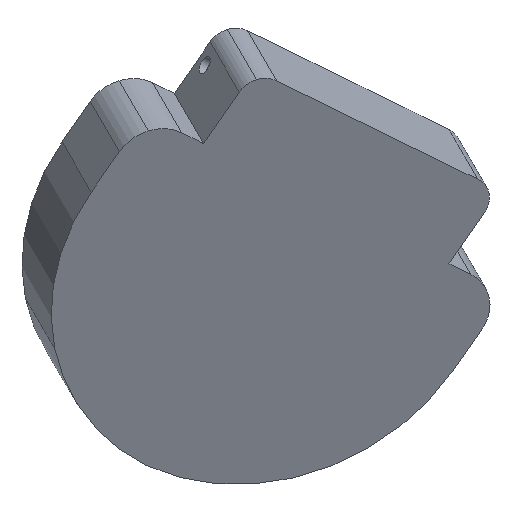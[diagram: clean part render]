
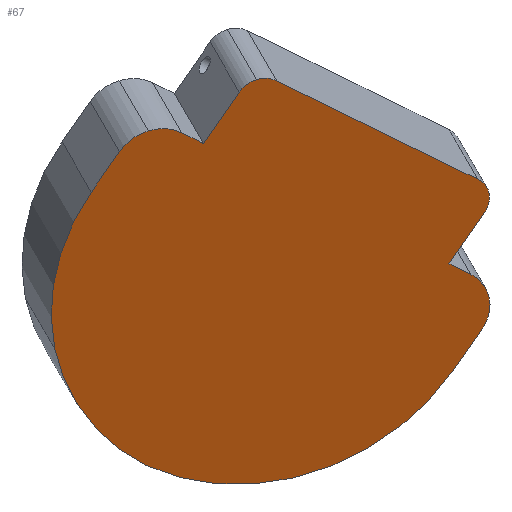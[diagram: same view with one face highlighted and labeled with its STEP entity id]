
A CAD part, left-side view. The second image highlights one B-rep face of the part: STEP entity #67.
In plain terms, the highlighted planar face has unit normal (-0.836, -0.276, -0.474).
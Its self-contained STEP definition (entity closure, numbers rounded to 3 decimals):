
#67=ADVANCED_FACE('',(#109),#110,.F.);
#109=FACE_OUTER_BOUND('',#157,.T.);
#110=PLANE('',#158);
#157=EDGE_LOOP('',(#286,#287,#288,#289,#290,#291,#292,#293,#294,#295,#296,#297,#298,#299,#300,#301,#302,#303));
#158=AXIS2_PLACEMENT_3D('',#304,#305,#306);
#286=ORIENTED_EDGE('',*,*,#413,.F.);
#287=ORIENTED_EDGE('',*,*,#415,.T.);
#288=ORIENTED_EDGE('',*,*,#365,.F.);
#289=ORIENTED_EDGE('',*,*,#416,.F.);
#290=ORIENTED_EDGE('',*,*,#408,.F.);
#291=ORIENTED_EDGE('',*,*,#399,.T.);
#292=ORIENTED_EDGE('',*,*,#377,.F.);
#293=ORIENTED_EDGE('',*,*,#404,.F.);
#294=ORIENTED_EDGE('',*,*,#391,.F.);
#295=ORIENTED_EDGE('',*,*,#392,.F.);
#296=ORIENTED_EDGE('',*,*,#387,.F.);
#297=ORIENTED_EDGE('',*,*,#396,.F.);
#298=ORIENTED_EDGE('',*,*,#407,.F.);
#299=ORIENTED_EDGE('',*,*,#417,.F.);
#300=ORIENTED_EDGE('',*,*,#371,.F.);
#301=ORIENTED_EDGE('',*,*,#418,.F.);
#302=ORIENTED_EDGE('',*,*,#373,.F.);
#303=ORIENTED_EDGE('',*,*,#419,.F.);
#304=CARTESIAN_POINT('',(23.687,79.89,80.818));
#305=DIRECTION('',(0.836,0.276,0.474));
#306=DIRECTION('',(0.267,0.55,-0.792));
#365=EDGE_CURVE('',#425,#428,#429,.T.);
#371=EDGE_CURVE('',#438,#434,#440,.T.);
#373=EDGE_CURVE('',#441,#444,#445,.T.);
#377=EDGE_CURVE('',#449,#452,#453,.T.);
#387=EDGE_CURVE('',#470,#466,#472,.T.);
#391=EDGE_CURVE('',#478,#474,#480,.T.);
#392=EDGE_CURVE('',#466,#478,#481,.T.);
#396=EDGE_CURVE('',#485,#470,#487,.T.);
#399=EDGE_CURVE('',#491,#452,#492,.F.);
#404=EDGE_CURVE('',#474,#449,#498,.T.);
#407=EDGE_CURVE('',#501,#485,#503,.T.);
#408=EDGE_CURVE('',#491,#504,#505,.T.);
#413=EDGE_CURVE('',#512,#514,#515,.T.);
#415=EDGE_CURVE('',#512,#428,#517,.F.);
#416=EDGE_CURVE('',#504,#425,#518,.T.);
#417=EDGE_CURVE('',#434,#501,#519,.T.);
#418=EDGE_CURVE('',#444,#438,#520,.T.);
#419=EDGE_CURVE('',#514,#441,#521,.T.);
#425=VERTEX_POINT('',#527);
#428=VERTEX_POINT('',#531);
#429=CIRCLE('',#532,5.0);
#434=VERTEX_POINT('',#538);
#438=VERTEX_POINT('',#543);
#440=CIRCLE('',#546,5.0);
#441=VERTEX_POINT('',#547);
#444=VERTEX_POINT('',#551);
#445=CIRCLE('',#552,25.0);
#449=VERTEX_POINT('',#557);
#452=VERTEX_POINT('',#561);
#453=CIRCLE('',#562,3.0);
#466=VERTEX_POINT('',#578);
#470=VERTEX_POINT('',#583);
#472=CIRCLE('',#586,3.0);
#474=VERTEX_POINT('',#588);
#478=VERTEX_POINT('',#594);
#480=LINE('',#597,#598);
#481=CIRCLE('',#599,3.0);
#485=VERTEX_POINT('',#604);
#487=LINE('',#607,#608);
#491=VERTEX_POINT('',#612);
#492=LINE('',#613,#614);
#498=CIRCLE('',#622,3.0);
#501=VERTEX_POINT('',#626);
#503=LINE('',#629,#630);
#504=VERTEX_POINT('',#631);
#505=LINE('',#632,#633);
#512=VERTEX_POINT('',#642);
#514=VERTEX_POINT('',#645);
#515=CIRCLE('',#646,25.0);
#517=LINE('',#649,#650);
#518=CIRCLE('',#651,5.0);
#519=CIRCLE('',#652,5.0);
#520=LINE('',#653,#654);
#521=CIRCLE('',#655,25.0);
#527=CARTESIAN_POINT('',(26.663,58.886,87.809));
#531=CARTESIAN_POINT('',(28.307,59.675,84.444));
#532=AXIS2_PLACEMENT_3D('',#664,#665,#666);
#538=CARTESIAN_POINT('',(4.359,95.603,105.79));
#543=CARTESIAN_POINT('',(4.601,98.701,103.556));
#546=AXIS2_PLACEMENT_3D('',#676,#677,#678);
#547=CARTESIAN_POINT('',(14.29,105.669,82.381));
#551=CARTESIAN_POINT('',(6.068,101.724,99.202));
#552=AXIS2_PLACEMENT_3D('',#680,#681,#682);
#557=CARTESIAN_POINT('',(20.288,58.913,99.051));
#561=CARTESIAN_POINT('',(21.275,59.386,97.032));
#562=AXIS2_PLACEMENT_3D('',#688,#689,#690);
#578=CARTESIAN_POINT('',(5.086,83.938,111.307));
#583=CARTESIAN_POINT('',(5.231,85.797,109.967));
#586=AXIS2_PLACEMENT_3D('',#708,#709,#710);
#588=CARTESIAN_POINT('',(19.038,60.102,100.566));
#594=CARTESIAN_POINT('',(5.868,81.783,111.183));
#597=CARTESIAN_POINT('',(16.284,64.635,102.786));
#598=VECTOR('',#714,1.);
#599=AXIS2_PLACEMENT_3D('',#715,#716,#717);
#604=CARTESIAN_POINT('',(7.099,89.645,104.426));
#607=CARTESIAN_POINT('',(11.833,99.403,90.374));
#608=VECTOR('',#723,1.);
#612=CARTESIAN_POINT('',(23.142,63.234,91.491));
#613=CARTESIAN_POINT('',(27.877,72.991,77.44));
#614=VECTOR('',#730,1.);
#622=AXIS2_PLACEMENT_3D('',#739,#740,#741);
#626=CARTESIAN_POINT('',(5.662,92.01,105.584));
#629=CARTESIAN_POINT('',(18.952,70.132,94.87));
#630=VECTOR('',#744,1.);
#631=CARTESIAN_POINT('',(24.579,60.869,90.333));
#632=CARTESIAN_POINT('',(18.952,70.132,94.87));
#633=VECTOR('',#745,1.);
#642=CARTESIAN_POINT('',(29.776,62.702,80.086));
#645=CARTESIAN_POINT('',(24.71,95.757,69.759));
#646=AXIS2_PLACEMENT_3D('',#752,#753,#754);
#649=CARTESIAN_POINT('',(31.708,66.684,74.351));
#650=VECTOR('',#756,1.);
#651=AXIS2_PLACEMENT_3D('',#757,#758,#759);
#652=AXIS2_PLACEMENT_3D('',#760,#761,#762);
#653=CARTESIAN_POINT('',(8.002,105.71,93.463));
#654=VECTOR('',#763,1.);
#655=AXIS2_PLACEMENT_3D('',#764,#765,#766);
#664=CARTESIAN_POINT('',(25.913,63.617,86.375));
#665=DIRECTION('',(0.836,0.276,0.474));
#666=DIRECTION('',(0.15,-0.946,0.287));
#676=CARTESIAN_POINT('',(6.996,94.759,101.626));
#677=DIRECTION('',(0.836,0.276,0.474));
#678=DIRECTION('',(-0.527,0.169,0.833));
#680=CARTESIAN_POINT('',(18.041,82.014,89.55));
#681=DIRECTION('',(0.836,0.276,0.474));
#682=DIRECTION('',(-0.15,0.946,-0.287));
#688=CARTESIAN_POINT('',(19.838,61.751,98.191));
#689=DIRECTION('',(0.836,0.276,0.474));
#690=DIRECTION('',(0.15,-0.946,0.287));
#708=CARTESIAN_POINT('',(6.668,83.432,108.809));
#709=DIRECTION('',(0.836,0.276,0.474));
#710=DIRECTION('',(-0.527,0.169,0.833));
#714=DIRECTION('',(0.479,-0.788,-0.386));
#715=CARTESIAN_POINT('',(6.668,83.432,108.809));
#716=DIRECTION('',(0.836,0.276,0.474));
#717=DIRECTION('',(-0.527,0.169,0.833));
#723=DIRECTION('',(-0.267,-0.55,0.792));
#730=DIRECTION('',(0.267,0.55,-0.792));
#739=CARTESIAN_POINT('',(19.838,61.751,98.191));
#740=DIRECTION('',(0.836,0.276,0.474));
#741=DIRECTION('',(0.15,-0.946,0.287));
#744=DIRECTION('',(0.479,-0.788,-0.386));
#745=DIRECTION('',(0.479,-0.788,-0.386));
#752=CARTESIAN_POINT('',(17.803,82.411,89.739));
#753=DIRECTION('',(0.836,0.276,0.474));
#754=DIRECTION('',(0.276,0.534,-0.799));
#756=DIRECTION('',(0.267,0.55,-0.792));
#757=CARTESIAN_POINT('',(25.913,63.617,86.375));
#758=DIRECTION('',(0.836,0.276,0.474));
#759=DIRECTION('',(0.15,-0.946,0.287));
#760=CARTESIAN_POINT('',(6.996,94.759,101.626));
#761=DIRECTION('',(0.836,0.276,0.474));
#762=DIRECTION('',(-0.527,0.169,0.833));
#763=DIRECTION('',(-0.267,-0.55,0.792));
#764=CARTESIAN_POINT('',(18.041,82.014,89.55));
#765=DIRECTION('',(0.836,0.276,0.474));
#766=DIRECTION('',(-0.15,0.946,-0.287));
